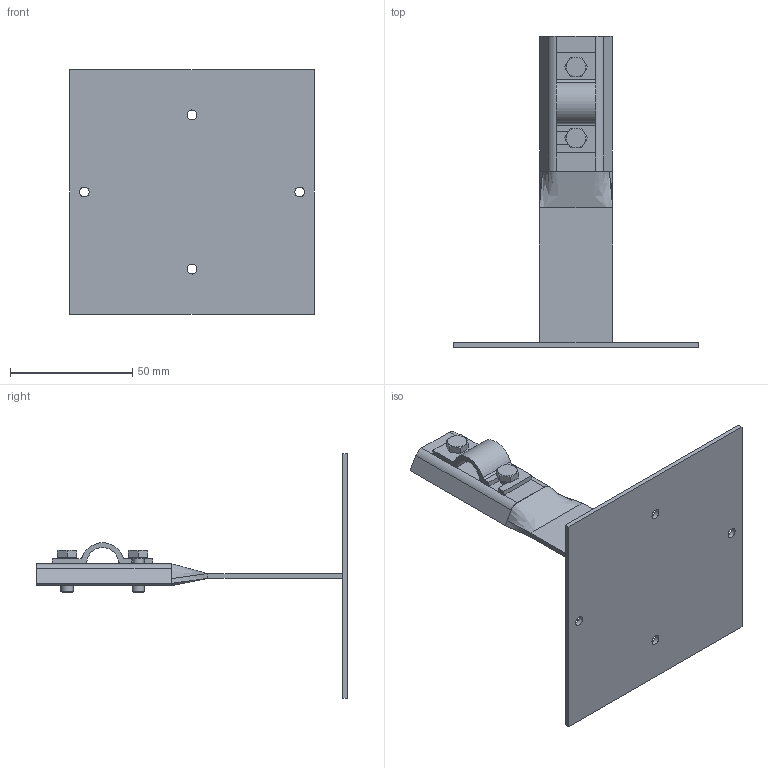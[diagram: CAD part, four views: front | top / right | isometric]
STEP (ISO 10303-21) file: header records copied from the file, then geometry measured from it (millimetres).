
FILE_DESCRIPTION(/* description */ (''),/* implementation_level */ '2;1');
FILE_NAME(/* name */ 'PDB-90.stp',/* time_stamp */ '2023-05-18T16:01:56+03:00',/* author */ ('man37'),/* organization */ (''),/* preprocessor_version */ 'ST-DEVELOPER v19.2',/* originating_system */ 'Autodesk Inventor 2023',/* authorisation */ '');
FILE_SCHEMA (('AUTOMOTIVE_DESIGN { 1 0 10303 214 3 1 1 }'));
Length unit declared in the file: millimetre
Products named in the file (5): Приклееваемый держатель 
болтовой для прутка 
Ø 5-10мм. Высота 90мм.; Коньковый держатель 
(Основание); KDB H90; 503610 Скоба для крепления 
прутка; DIN 933 - M5  x 14
Assembly tree (5 placements, depth 2):
  Приклееваемый держатель 
болтовой для прутка 
Ø 5-10мм. Высота 90мм.
    Коньковый держатель 
(Основание)
    KDB H90
    503610 Скоба для крепления 
прутка
    DIN 933 - M5  x 14  x2
Bounding box: 100 x 127 x 100 mm (x, y, z)
Volume: 30346.1 mm3; surface area: 32276.5 mm2
Topology: 6 solids, 6 shells, 107 faces, 241 edges, 150 vertices
Faces by surface type: plane 61, cylinder 24, cone 16, bspline 6
Full cylindrical faces by diameter (mm): 4 x4, 4.567 x2, 5 x2, 5.5 x3, 6.7 x2
Entity records: 2823 total; most frequent: CARTESIAN_POINT 619, DIRECTION 416, ORIENTED_EDGE 396, EDGE_CURVE 198, AXIS2_PLACEMENT_3D 141, LINE 134, VECTOR 134, VERTEX_POINT 124
